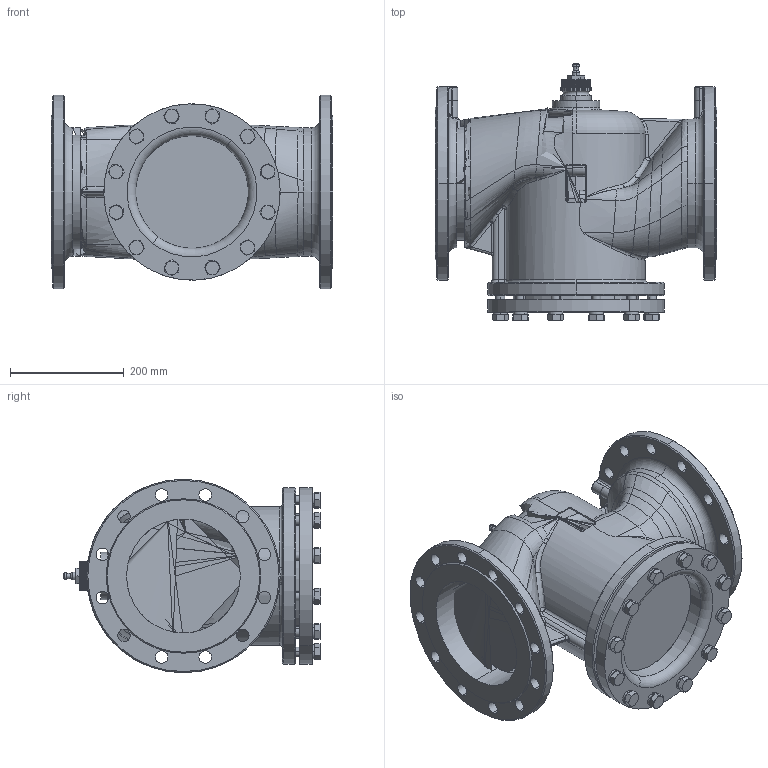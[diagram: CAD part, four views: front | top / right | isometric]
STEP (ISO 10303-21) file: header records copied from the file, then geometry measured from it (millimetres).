
FILE_DESCRIPTION((''),'2;1');
FILE_NAME('3D_STEP_CAD_MODEL_OF__SW0001','2023-03-30T16:25:30',('User'),(''),'CREO PARAMETRIC BY PTC INC, 2019010','CREO PARAMETRIC BY PTC INC, 2019010','');
FILE_SCHEMA(('CONFIG_CONTROL_DESIGN'));
Products named in the file (1): 3D_STEP_CAD_MODEL_OF__SW0001
Bounding box: 495 x 452 x 340 mm (x, y, z)
Surface area: 1688726.2 mm2 (no closed solid volume)
Topology: 0 solids, 88 shells, 969 faces, 3028 edges, 2057 vertices
Faces by surface type: bspline 327, cylinder 272, plane 180, cone 145, torus 31, extrusion 10, sphere 4
Entity records: 106276 total; most frequent: CARTESIAN_POINT 82691, ORIENTED_EDGE 4944, DIRECTION 3903, EDGE_CURVE 2989, VERTEX_POINT 2210, AXIS2_PLACEMENT_3D 1570, B_SPLINE_CURVE_WITH_KNOTS 1308, EDGE_LOOP 1089
